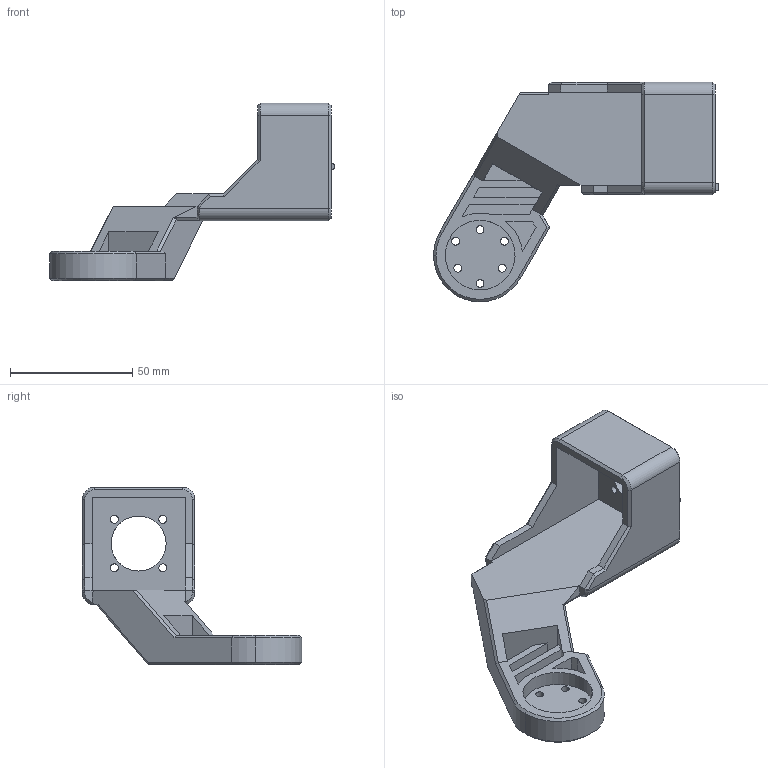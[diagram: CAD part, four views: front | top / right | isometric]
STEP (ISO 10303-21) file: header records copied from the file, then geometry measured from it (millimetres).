
FILE_DESCRIPTION (( 'STEP AP214' ), '1' );
FILE_NAME ('frame3.step', '2025-07-05T23:20:21', ( '' ), ( '' ), 'SwSTEP 2.0', 'SolidWorks 2022', '' );
FILE_SCHEMA (( 'AUTOMOTIVE_DESIGN' ));
Length unit declared in the file: millimetre
Products named in the file (1): frame3
Bounding box: 116.4 x 89.63 x 72.5 mm (x, y, z)
Volume: 72516.5 mm3; surface area: 27824.8 mm2
Topology: 1 solids, 1 shells, 161 faces, 413 edges, 263 vertices
Faces by surface type: plane 91, cylinder 59, cone 11
Entity records: 4948 total; most frequent: DIRECTION 870, CARTESIAN_POINT 850, ORIENTED_EDGE 826, EDGE_CURVE 413, AXIS2_PLACEMENT_3D 299, LINE 272, VECTOR 272, VERTEX_POINT 263
